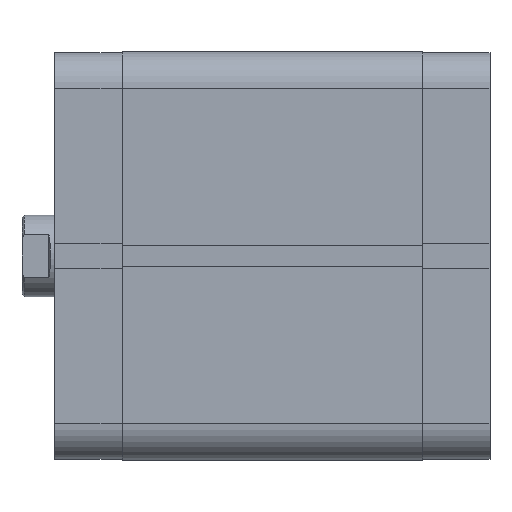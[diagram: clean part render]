
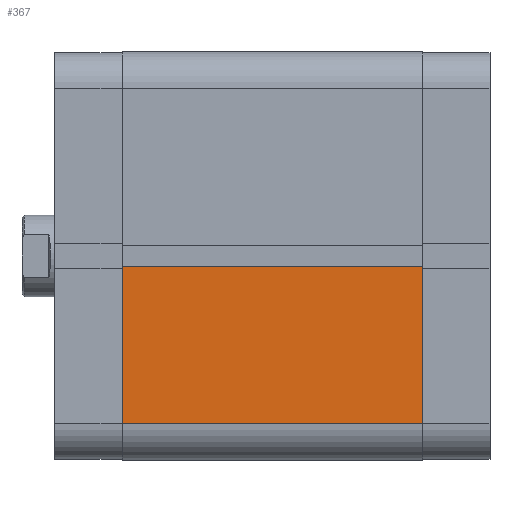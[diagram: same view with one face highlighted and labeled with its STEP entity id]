
A CAD part, front view. The second image highlights one B-rep face of the part: STEP entity #367.
In plain terms, the highlighted face is planar.
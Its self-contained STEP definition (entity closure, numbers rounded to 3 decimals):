
#367 = ADVANCED_FACE ( 'NONE', ( #6359 ), #5529, .F. ) ;
#520 = EDGE_CURVE ( 'NONE', #4700, #4863, #2491, .T. ) ;
#550 = EDGE_CURVE ( 'NONE', #4771, #4700, #2549, .T. ) ;
#551 = EDGE_CURVE ( 'NONE', #4845, #4863, #2551, .T. ) ;
#954 = AXIS2_PLACEMENT_3D ( 'NONE', #5088, #5527, #5193 ) ;
#1547 = CARTESIAN_POINT ( 'NONE',  ( 50., -2.6, 0. ) ) ;
#1550 = DIRECTION ( 'NONE',  ( 0., 1., 0. ) ) ;
#1615 = CARTESIAN_POINT ( 'NONE',  ( 50., -41., 73.5 ) ) ;
#1616 = DIRECTION ( 'NONE',  ( 0., 0., -1. ) ) ;
#1617 = CARTESIAN_POINT ( 'NONE',  ( 50., -2.6, 73.5 ) ) ;
#1618 = DIRECTION ( 'NONE',  ( 0., 0., -1. ) ) ;
#2491 = LINE ( 'NONE', #1547, #2494 ) ;
#2494 = VECTOR ( 'NONE', #1550, 1000. ) ;
#2549 = LINE ( 'NONE', #1615, #2550 ) ;
#2550 = VECTOR ( 'NONE', #1616, 1000. ) ;
#2551 = LINE ( 'NONE', #1617, #2552 ) ;
#2552 = VECTOR ( 'NONE', #1618, 1000. ) ;
#3248 = LINE ( 'NONE', #3552, #3255 ) ;
#3255 = VECTOR ( 'NONE', #3553, 1000. ) ;
#3552 = CARTESIAN_POINT ( 'NONE',  ( 50., -2.6, 73.5 ) ) ;
#3553 = DIRECTION ( 'NONE',  ( 0., 1., 0. ) ) ;
#3744 = CARTESIAN_POINT ( 'NONE',  ( 50., -41., 0. ) ) ;
#3810 = CARTESIAN_POINT ( 'NONE',  ( 50., -41., 73.5 ) ) ;
#3884 = CARTESIAN_POINT ( 'NONE',  ( 50., -2.6, 73.5 ) ) ;
#3902 = CARTESIAN_POINT ( 'NONE',  ( 50., -2.6, 0. ) ) ;
#4291 = EDGE_CURVE ( 'NONE', #4771, #4845, #3248, .T. ) ;
#4386 = ORIENTED_EDGE ( 'NONE', *, *, #550, .T. ) ;
#4398 = ORIENTED_EDGE ( 'NONE', *, *, #4291, .F. ) ;
#4404 = ORIENTED_EDGE ( 'NONE', *, *, #520, .T. ) ;
#4433 = ORIENTED_EDGE ( 'NONE', *, *, #551, .F. ) ;
#4700 = VERTEX_POINT ( 'NONE', #3744 ) ;
#4771 = VERTEX_POINT ( 'NONE', #3810 ) ;
#4845 = VERTEX_POINT ( 'NONE', #3884 ) ;
#4863 = VERTEX_POINT ( 'NONE', #3902 ) ;
#5088 = CARTESIAN_POINT ( 'NONE',  ( 50., -2.6, 73.5 ) ) ;
#5193 = DIRECTION ( 'NONE',  ( 0., -1., 0. ) ) ;
#5527 = DIRECTION ( 'NONE',  ( -1., 0., 0. ) ) ;
#5529 = PLANE ( 'NONE',  #954 ) ;
#6178 = EDGE_LOOP ( 'NONE', ( #4404, #4433, #4398, #4386 ) ) ;
#6359 = FACE_OUTER_BOUND ( 'NONE', #6178, .T. ) ;
